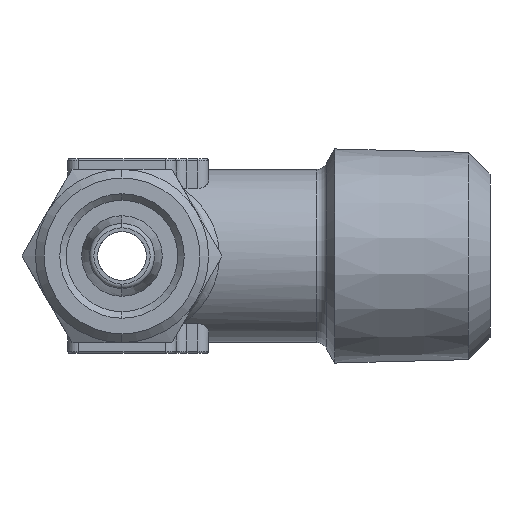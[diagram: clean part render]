
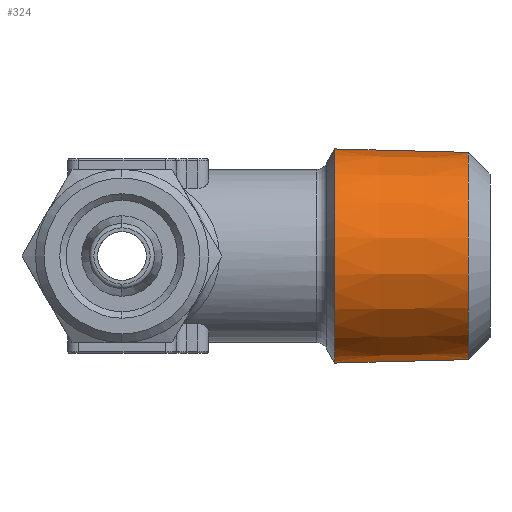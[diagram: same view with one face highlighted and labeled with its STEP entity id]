
A CAD part, left-side view. The second image highlights one B-rep face of the part: STEP entity #324.
In plain terms, the highlighted conical face has half-angle 1.47 degrees and reference radius 4.954 mm.
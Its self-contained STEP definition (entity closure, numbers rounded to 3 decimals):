
#245 = EDGE_CURVE ( 'NONE', #2161, #2160, #4677, .T. ) ;
#324 = ADVANCED_FACE ( 'NONE', ( #3308 ), #4885, .T. ) ;
#601 = CARTESIAN_POINT ( 'NONE',  ( 0., -9.5, 4.954 ) ) ;
#602 = DIRECTION ( 'NONE',  ( 0., 1., 0.026 ) ) ;
#606 = CARTESIAN_POINT ( 'NONE',  ( 0., -9.5, -4.954 ) ) ;
#607 = DIRECTION ( 'NONE',  ( 0., 1., -0.026 ) ) ;
#885 = ORIENTED_EDGE ( 'NONE', *, *, #245, .F. ) ;
#1190 = CARTESIAN_POINT ( 'NONE',  ( 0., -9.834, 4.945 ) ) ;
#1191 = CARTESIAN_POINT ( 'NONE',  ( 0., -9.834, -4.945 ) ) ;
#1192 = CARTESIAN_POINT ( 'NONE',  ( 0., -16., 4.787 ) ) ;
#1193 = CARTESIAN_POINT ( 'NONE',  ( 0., -16., -4.787 ) ) ;
#1448 = ORIENTED_EDGE ( 'NONE', *, *, #1895, .F. ) ;
#1462 = ORIENTED_EDGE ( 'NONE', *, *, #2650, .F. ) ;
#1463 = ORIENTED_EDGE ( 'NONE', *, *, #2648, .T. ) ;
#1648 = VECTOR ( 'NONE', #602, 1000. ) ;
#1651 = VECTOR ( 'NONE', #607, 1000. ) ;
#1895 = EDGE_CURVE ( 'NONE', #2162, #2163, #4821, .T. ) ;
#2160 = VERTEX_POINT ( 'NONE', #1190 ) ;
#2161 = VERTEX_POINT ( 'NONE', #1191 ) ;
#2162 = VERTEX_POINT ( 'NONE', #1192 ) ;
#2163 = VERTEX_POINT ( 'NONE', #1193 ) ;
#2648 = EDGE_CURVE ( 'NONE', #2162, #2160, #3522, .T. ) ;
#2650 = EDGE_CURVE ( 'NONE', #2163, #2161, #3523, .T. ) ;
#2902 = CARTESIAN_POINT ( 'NONE',  ( 0., -16., 0. ) ) ;
#2903 = DIRECTION ( 'NONE',  ( 0., -1., 0. ) ) ;
#2904 = DIRECTION ( 'NONE',  ( 0., 0., -1. ) ) ;
#3146 = CARTESIAN_POINT ( 'NONE',  ( 0., -9.834, 0. ) ) ;
#3147 = DIRECTION ( 'NONE',  ( 0., 1., 0. ) ) ;
#3148 = DIRECTION ( 'NONE',  ( 0., 0., 1. ) ) ;
#3308 = FACE_OUTER_BOUND ( 'NONE', #3665, .T. ) ;
#3522 = LINE ( 'NONE', #601, #1648 ) ;
#3523 = LINE ( 'NONE', #606, #1651 ) ;
#3665 = EDGE_LOOP ( 'NONE', ( #1462, #1448, #1463, #885 ) ) ;
#3961 = CARTESIAN_POINT ( 'NONE',  ( 0., -9.5, 0. ) ) ;
#3962 = DIRECTION ( 'NONE',  ( 0., 1., 0. ) ) ;
#3963 = DIRECTION ( 'NONE',  ( 0., 0., 1. ) ) ;
#4631 = AXIS2_PLACEMENT_3D ( 'NONE', #3146, #3147, #3148 ) ;
#4677 = CIRCLE ( 'NONE', #4631, 4.945 ) ;
#4820 = AXIS2_PLACEMENT_3D ( 'NONE', #2902, #2903, #2904 ) ;
#4821 = CIRCLE ( 'NONE', #4820, 4.787 ) ;
#4885 = CONICAL_SURFACE ( 'NONE', #4888, 4.954, 0.026 ) ;
#4888 = AXIS2_PLACEMENT_3D ( 'NONE', #3961, #3962, #3963 ) ;
